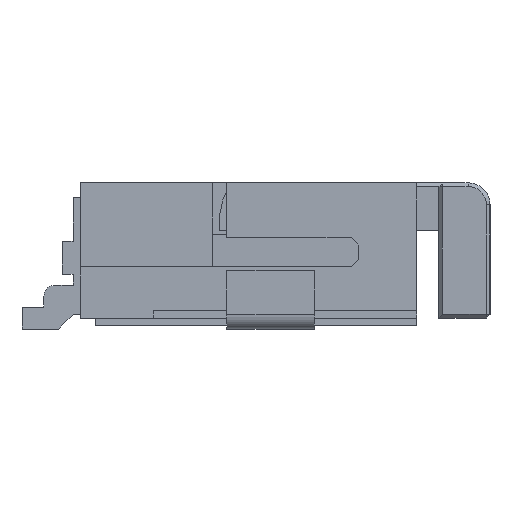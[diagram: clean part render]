
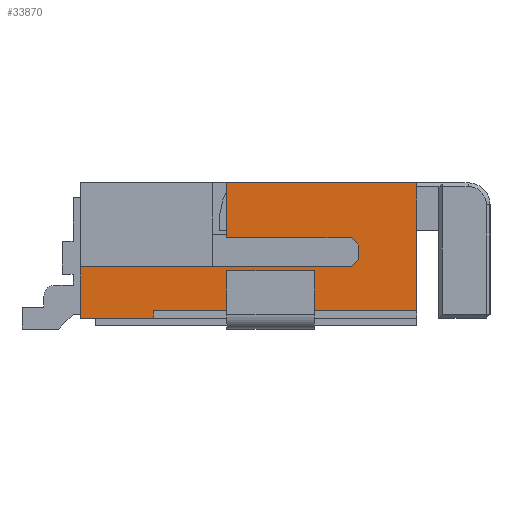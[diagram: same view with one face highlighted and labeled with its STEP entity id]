
A CAD part, left-side view. The second image highlights one B-rep face of the part: STEP entity #33870.
In plain terms, the highlighted planar face has unit normal (-1, 0, 0).
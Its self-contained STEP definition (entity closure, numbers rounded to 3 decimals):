
#784=FACE_OUTER_BOUND('',#2566,.T.);
#2566=EDGE_LOOP('',(#25001,#25002,#25003,#25004,#25005,#25006,#25007,#25008,
#25009,#25010,#25011,#25012));
#5647=LINE('',#49131,#10433);
#5652=LINE('',#49140,#10438);
#5656=LINE('',#49149,#10442);
#5660=LINE('',#49156,#10446);
#5661=LINE('',#49160,#10447);
#5664=LINE('',#49165,#10450);
#5666=LINE('',#49168,#10452);
#5667=LINE('',#49171,#10453);
#5669=LINE('',#49175,#10455);
#5696=LINE('',#49228,#10482);
#5915=LINE('',#49663,#10701);
#5916=LINE('',#49665,#10702);
#10433=VECTOR('',#39818,0.1);
#10438=VECTOR('',#39825,3.6);
#10442=VECTOR('',#39833,0.141);
#10446=VECTOR('',#39839,3.7);
#10447=VECTOR('',#39842,0.141);
#10450=VECTOR('',#39847,1.7);
#10452=VECTOR('',#39851,0.2);
#10453=VECTOR('',#39854,0.75);
#10455=VECTOR('',#39858,2.6);
#10482=VECTOR('',#39905,1.75);
#10701=VECTOR('',#40156,0.7);
#10702=VECTOR('',#40159,1.);
#14715=VERTEX_POINT('',#49127);
#14717=VERTEX_POINT('',#49130);
#14720=VERTEX_POINT('',#49138);
#14722=VERTEX_POINT('',#49146);
#14723=VERTEX_POINT('',#49148);
#14725=VERTEX_POINT('',#49154);
#14726=VERTEX_POINT('',#49158);
#14727=VERTEX_POINT('',#49159);
#14728=VERTEX_POINT('',#49164);
#14729=VERTEX_POINT('',#49170);
#14730=VERTEX_POINT('',#49174);
#14946=VERTEX_POINT('',#49661);
#18489=EDGE_CURVE('',#14717,#14715,#5647,.T.);
#18494=EDGE_CURVE('',#14715,#14720,#5652,.T.);
#18498=EDGE_CURVE('',#14722,#14723,#5656,.T.);
#18502=EDGE_CURVE('',#14725,#14722,#5660,.T.);
#18503=EDGE_CURVE('',#14726,#14727,#5661,.T.);
#18506=EDGE_CURVE('',#14727,#14728,#5664,.T.);
#18508=EDGE_CURVE('',#14723,#14726,#5666,.T.);
#18509=EDGE_CURVE('',#14728,#14729,#5667,.T.);
#18511=EDGE_CURVE('',#14729,#14730,#5669,.T.);
#18538=EDGE_CURVE('',#14720,#14730,#5696,.T.);
#18757=EDGE_CURVE('',#14946,#14725,#5915,.T.);
#18758=EDGE_CURVE('',#14946,#14717,#5916,.T.);
#25001=ORIENTED_EDGE('',*,*,#18538,.T.);
#25002=ORIENTED_EDGE('',*,*,#18511,.F.);
#25003=ORIENTED_EDGE('',*,*,#18509,.F.);
#25004=ORIENTED_EDGE('',*,*,#18506,.F.);
#25005=ORIENTED_EDGE('',*,*,#18503,.F.);
#25006=ORIENTED_EDGE('',*,*,#18508,.F.);
#25007=ORIENTED_EDGE('',*,*,#18498,.F.);
#25008=ORIENTED_EDGE('',*,*,#18502,.F.);
#25009=ORIENTED_EDGE('',*,*,#18757,.F.);
#25010=ORIENTED_EDGE('',*,*,#18758,.T.);
#25011=ORIENTED_EDGE('',*,*,#18489,.T.);
#25012=ORIENTED_EDGE('',*,*,#18494,.T.);
#31775=PLANE('',#35603);
#33870=ADVANCED_FACE('',(#784),#31775,.T.);
#35603=AXIS2_PLACEMENT_3D('',#49664,#40157,#40158);
#39818=DIRECTION('',(0.,0.,1.));
#39825=DIRECTION('',(0.,-1.,0.));
#39833=DIRECTION('',(0.,-0.707,0.707));
#39839=DIRECTION('',(0.,-1.,0.));
#39842=DIRECTION('',(0.,0.707,0.707));
#39847=DIRECTION('',(0.,1.,0.));
#39851=DIRECTION('',(0.,0.,1.));
#39854=DIRECTION('',(0.,0.,1.));
#39858=DIRECTION('',(0.,-1.,0.));
#39905=DIRECTION('',(0.,0.,1.));
#40156=DIRECTION('',(0.,0.,1.));
#40157=DIRECTION('center_axis',(-1.,0.,0.));
#40158=DIRECTION('ref_axis',(0.,0.,-1.));
#40159=DIRECTION('',(0.,-1.,0.));
#49127=CARTESIAN_POINT('',(-12.8,0.3,0.25));
#49130=CARTESIAN_POINT('',(-12.8,0.3,0.15));
#49131=CARTESIAN_POINT('',(-12.8,0.3,0.25));
#49138=CARTESIAN_POINT('',(-12.8,-3.3,0.25));
#49140=CARTESIAN_POINT('',(-12.8,1.3,0.25));
#49146=CARTESIAN_POINT('',(-12.8,-2.4,0.85));
#49148=CARTESIAN_POINT('',(-12.8,-2.5,0.95));
#49149=CARTESIAN_POINT('',(-12.8,-1.5,-0.05));
#49154=CARTESIAN_POINT('',(-12.8,1.3,0.85));
#49156=CARTESIAN_POINT('',(-12.8,1.3,0.85));
#49158=CARTESIAN_POINT('',(-12.8,-2.5,1.15));
#49159=CARTESIAN_POINT('',(-12.8,-2.4,1.25));
#49160=CARTESIAN_POINT('',(-12.8,-1.6,2.05));
#49164=CARTESIAN_POINT('',(-12.8,-0.7,1.25));
#49165=CARTESIAN_POINT('',(-12.8,-2.5,1.25));
#49168=CARTESIAN_POINT('',(-12.8,-2.5,0.85));
#49170=CARTESIAN_POINT('',(-12.8,-0.7,2.));
#49171=CARTESIAN_POINT('',(-12.8,-0.7,1.25));
#49174=CARTESIAN_POINT('',(-12.8,-3.3,2.));
#49175=CARTESIAN_POINT('',(-12.8,-0.7,2.));
#49228=CARTESIAN_POINT('',(-12.8,-3.3,0.962));
#49661=CARTESIAN_POINT('',(-12.8,1.3,0.15));
#49663=CARTESIAN_POINT('',(-12.8,1.3,0.25));
#49664=CARTESIAN_POINT('Origin',(-12.8,1.3,0.85));
#49665=CARTESIAN_POINT('',(-12.8,1.3,0.15));
